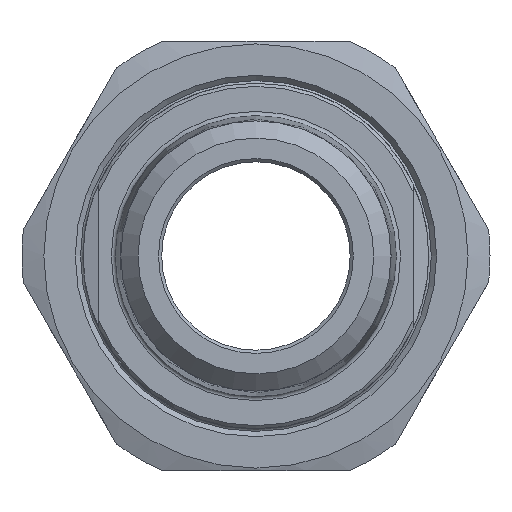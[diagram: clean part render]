
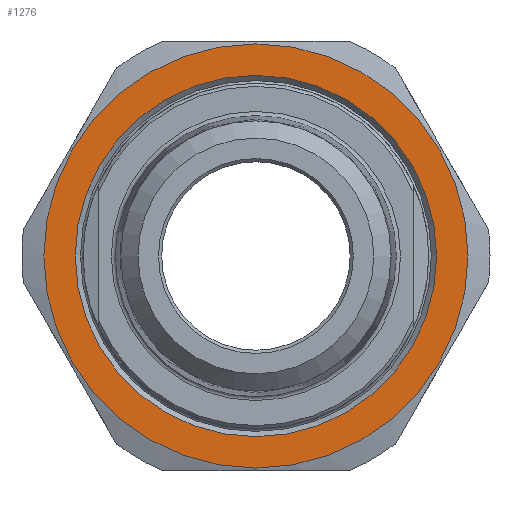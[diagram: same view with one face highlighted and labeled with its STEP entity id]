
A CAD part, left-side view. The second image highlights one B-rep face of the part: STEP entity #1276.
In plain terms, the highlighted planar face has unit normal (-1, 0, 0).
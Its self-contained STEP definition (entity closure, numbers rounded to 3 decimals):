
#76=FACE_BOUND('',#234,.T.);
#94=PLANE('',#1452);
#152=FACE_OUTER_BOUND('',#233,.T.);
#233=EDGE_LOOP('',(#945));
#234=EDGE_LOOP('',(#946));
#442=CIRCLE('',#1441,20.25);
#443=CIRCLE('',#1447,17.25);
#561=VERTEX_POINT('',#2152);
#562=VERTEX_POINT('',#2188);
#694=EDGE_CURVE('',#561,#561,#442,.T.);
#705=EDGE_CURVE('',#562,#562,#443,.T.);
#945=ORIENTED_EDGE('',*,*,#694,.T.);
#946=ORIENTED_EDGE('',*,*,#705,.F.);
#1276=ADVANCED_FACE('',(#152,#76),#94,.F.);
#1441=AXIS2_PLACEMENT_3D('',#2154,#1688,#1689);
#1447=AXIS2_PLACEMENT_3D('',#2189,#1701,#1702);
#1452=AXIS2_PLACEMENT_3D('',#2199,#1713,#1714);
#1688=DIRECTION('center_axis',(-1.,0.,0.));
#1689=DIRECTION('ref_axis',(0.,1.,0.));
#1701=DIRECTION('center_axis',(-1.,0.,0.));
#1702=DIRECTION('ref_axis',(0.,-1.,0.));
#1713=DIRECTION('center_axis',(1.,0.,0.));
#1714=DIRECTION('ref_axis',(0.,0.,-1.));
#2152=CARTESIAN_POINT('',(-17.,-20.25,0.));
#2154=CARTESIAN_POINT('Origin',(-17.,0.,0.));
#2188=CARTESIAN_POINT('',(-17.,17.25,0.));
#2189=CARTESIAN_POINT('Origin',(-17.,0.,0.));
#2199=CARTESIAN_POINT('Origin',(-17.,0.,0.));
